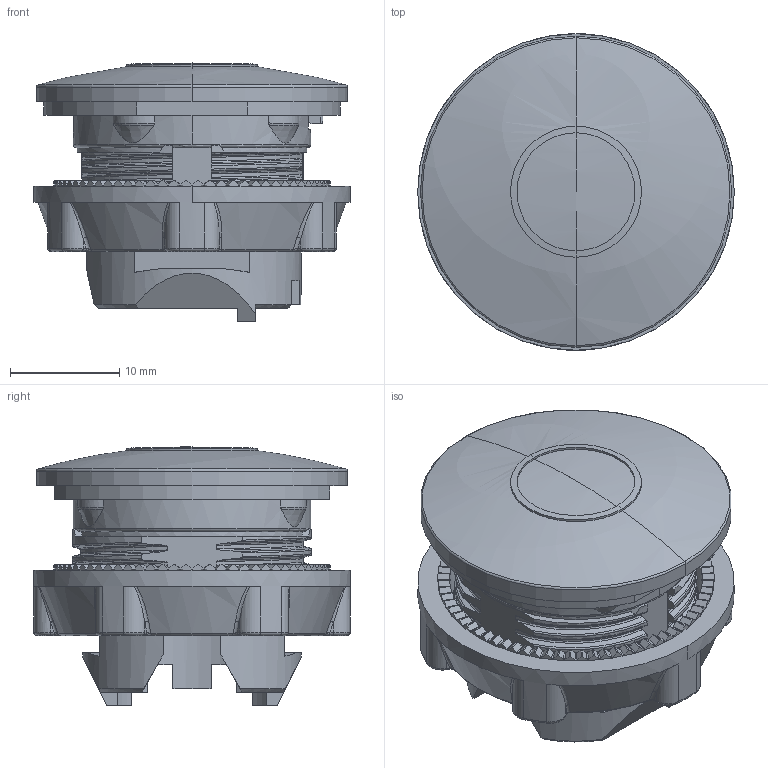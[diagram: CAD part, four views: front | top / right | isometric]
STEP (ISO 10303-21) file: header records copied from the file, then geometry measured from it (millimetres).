
FILE_DESCRIPTION((''),'2;1');
FILE_NAME('ZB5SZ3-3D','2020-12-28T16:26:07',('SESA231899'),('Schneider-Electric'),'CREO PARAMETRIC BY PTC INC, 2019164','CREO PARAMETRIC BY PTC INC, 2019164','');
FILE_SCHEMA(('AP242_MANAGED_MODEL_BASED_3D_ENGINEERING_MIM_LF { 1 0 10303 442 1 1 4 }'));
Length unit declared in the file: millimetre
Products named in the file (1): ZB5SZ3-3D
Bounding box: 29 x 29 x 23.67 mm (x, y, z)
Volume: 5466.5 mm3; surface area: 5761.2 mm2
Topology: 1 solids, 1 shells, 868 faces, 2517 edges, 1643 vertices
Faces by surface type: plane 403, cylinder 201, bspline 192, torus 31, cone 25, sphere 16
Entity records: 67569 total; most frequent: CARTESIAN_POINT 46139, ORIENTED_EDGE 5010, DIRECTION 3424, EDGE_CURVE 2505, VERTEX_POINT 1643, AXIS2_PLACEMENT_3D 1311, B_SPLINE_CURVE_WITH_KNOTS 1102, EDGE_LOOP 880
